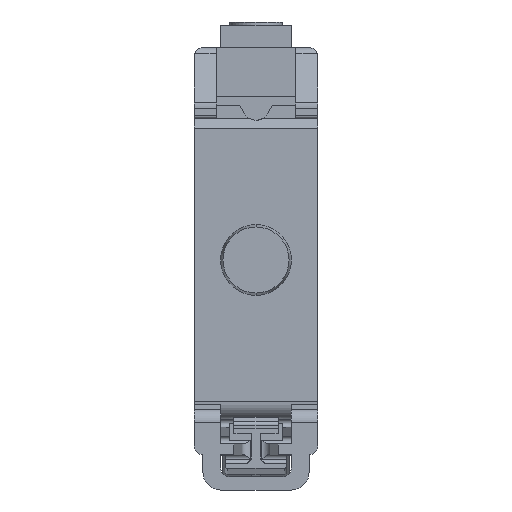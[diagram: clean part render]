
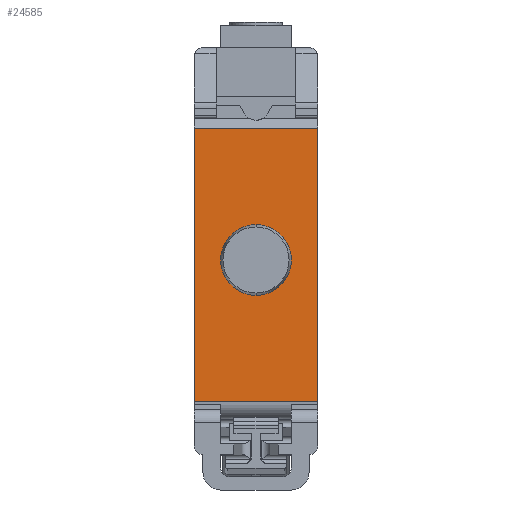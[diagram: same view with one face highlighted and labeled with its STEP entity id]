
A CAD part, front view. The second image highlights one B-rep face of the part: STEP entity #24585.
In plain terms, the highlighted planar face has unit normal (0, -1, 0).
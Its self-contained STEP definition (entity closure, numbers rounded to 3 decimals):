
#238 = CARTESIAN_POINT ( 'NONE',  ( 0., 0., 0. ) ) ;
#477 = VECTOR ( 'NONE', #26765, 1000. ) ;
#479 = AXIS2_PLACEMENT_3D ( 'NONE', #23718, #10824, #25897 ) ;
#681 = CARTESIAN_POINT ( 'NONE',  ( 7., 0., 14.901 ) ) ;
#909 = FACE_OUTER_BOUND ( 'NONE', #21692, .T. ) ;
#2085 = CARTESIAN_POINT ( 'NONE',  ( 7., 0., -16. ) ) ;
#2386 = DIRECTION ( 'NONE',  ( 0., 0., 1. ) ) ;
#2734 = DIRECTION ( 'NONE',  ( 0., 0., 1. ) ) ;
#3575 = VERTEX_POINT ( 'NONE', #7614 ) ;
#3576 = VECTOR ( 'NONE', #10836, 1000. ) ;
#4104 = CIRCLE ( 'NONE', #479, 4. ) ;
#4361 = LINE ( 'NONE', #2085, #20890 ) ;
#4634 = VECTOR ( 'NONE', #9975, 1000. ) ;
#4676 = CARTESIAN_POINT ( 'NONE',  ( 0., 0., 4. ) ) ;
#7279 = FACE_BOUND ( 'NONE', #18184, .T. ) ;
#7614 = CARTESIAN_POINT ( 'NONE',  ( 0., 0., -4. ) ) ;
#7810 = CARTESIAN_POINT ( 'NONE',  ( 7., 0., 14.901 ) ) ;
#8537 = CARTESIAN_POINT ( 'NONE',  ( -7., 0., 14.901 ) ) ;
#8596 = EDGE_CURVE ( 'NONE', #15175, #3575, #19993, .T. ) ;
#8668 = CARTESIAN_POINT ( 'NONE',  ( -7., 0., 14.901 ) ) ;
#8922 = EDGE_CURVE ( 'NONE', #9647, #25539, #24692, .T. ) ;
#8956 = ORIENTED_EDGE ( 'NONE', *, *, #9460, .F. ) ;
#9186 = ORIENTED_EDGE ( 'NONE', *, *, #24422, .T. ) ;
#9460 = EDGE_CURVE ( 'NONE', #3575, #15175, #4104, .T. ) ;
#9647 = VERTEX_POINT ( 'NONE', #681 ) ;
#9975 = DIRECTION ( 'NONE',  ( 0., 0., -1. ) ) ;
#10334 = AXIS2_PLACEMENT_3D ( 'NONE', #11198, #15615, #2734 ) ;
#10726 = DIRECTION ( 'NONE',  ( -1., 0., 0. ) ) ;
#10824 = DIRECTION ( 'NONE',  ( 0., -1., 0. ) ) ;
#10836 = DIRECTION ( 'NONE',  ( 0., 0., -1. ) ) ;
#11198 = CARTESIAN_POINT ( 'NONE',  ( 7., 0., 14.901 ) ) ;
#11647 = ORIENTED_EDGE ( 'NONE', *, *, #8922, .T. ) ;
#13379 = ORIENTED_EDGE ( 'NONE', *, *, #16134, .F. ) ;
#14138 = AXIS2_PLACEMENT_3D ( 'NONE', #238, #15264, #2386 ) ;
#14796 = ORIENTED_EDGE ( 'NONE', *, *, #8596, .F. ) ;
#15035 = EDGE_CURVE ( 'NONE', #16009, #16226, #4361, .T. ) ;
#15039 = LINE ( 'NONE', #8668, #3576 ) ;
#15175 = VERTEX_POINT ( 'NONE', #4676 ) ;
#15264 = DIRECTION ( 'NONE',  ( 0., -1., 0. ) ) ;
#15615 = DIRECTION ( 'NONE',  ( 0., 1., 0. ) ) ;
#16009 = VERTEX_POINT ( 'NONE', #20339 ) ;
#16134 = EDGE_CURVE ( 'NONE', #9647, #16009, #21830, .T. ) ;
#16226 = VERTEX_POINT ( 'NONE', #27373 ) ;
#18184 = EDGE_LOOP ( 'NONE', ( #8956, #14796 ) ) ;
#19865 = PLANE ( 'NONE',  #10334 ) ;
#19993 = CIRCLE ( 'NONE', #14138, 4. ) ;
#20339 = CARTESIAN_POINT ( 'NONE',  ( 7., 0., -16. ) ) ;
#20890 = VECTOR ( 'NONE', #10726, 1000. ) ;
#21692 = EDGE_LOOP ( 'NONE', ( #9186, #25700, #13379, #11647 ) ) ;
#21830 = LINE ( 'NONE', #7810, #4634 ) ;
#23718 = CARTESIAN_POINT ( 'NONE',  ( 0., 0., 0. ) ) ;
#24422 = EDGE_CURVE ( 'NONE', #25539, #16226, #15039, .T. ) ;
#24585 = ADVANCED_FACE ( 'NONE', ( #909, #7279 ), #19865, .F. ) ;
#24692 = LINE ( 'NONE', #26675, #477 ) ;
#25539 = VERTEX_POINT ( 'NONE', #8537 ) ;
#25700 = ORIENTED_EDGE ( 'NONE', *, *, #15035, .F. ) ;
#25897 = DIRECTION ( 'NONE',  ( 0., 0., 1. ) ) ;
#26675 = CARTESIAN_POINT ( 'NONE',  ( 7., 0., 14.901 ) ) ;
#26765 = DIRECTION ( 'NONE',  ( -1., 0., 0. ) ) ;
#27373 = CARTESIAN_POINT ( 'NONE',  ( -7., 0., -16. ) ) ;
